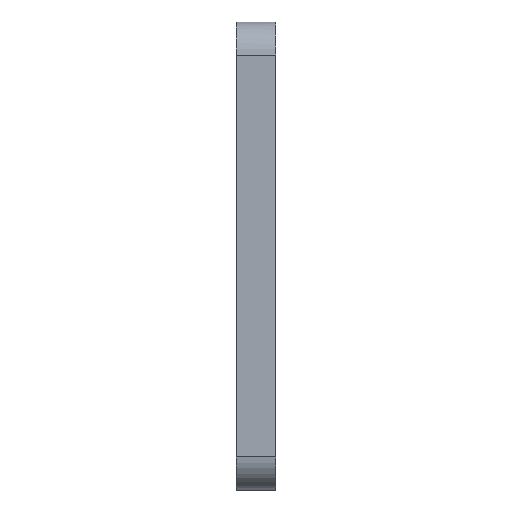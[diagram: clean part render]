
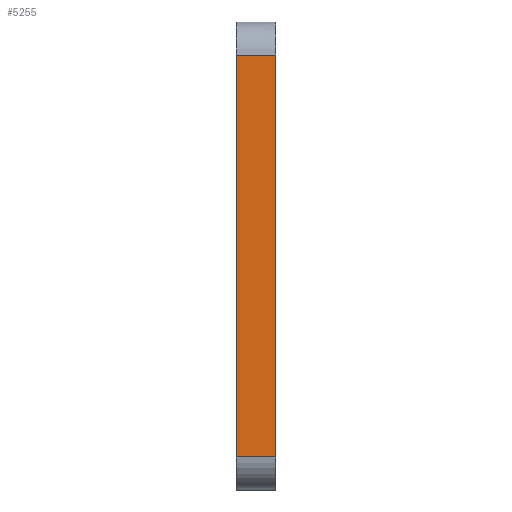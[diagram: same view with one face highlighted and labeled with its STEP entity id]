
A CAD part, front view. The second image highlights one B-rep face of the part: STEP entity #5255.
In plain terms, the highlighted planar face has unit normal (0, -1, 0).
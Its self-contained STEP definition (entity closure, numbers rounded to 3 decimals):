
#90=PLANE('',#5623);
#318=FACE_OUTER_BOUND('',#626,.T.);
#626=EDGE_LOOP('',(#4452,#4453,#4454,#4455));
#1443=LINE('',#14263,#1749);
#1465=LINE('',#18705,#1771);
#1466=LINE('',#18706,#1772);
#1467=LINE('',#18707,#1773);
#1749=VECTOR('',#6449,10.);
#1771=VECTOR('',#6555,10.);
#1772=VECTOR('',#6556,10.);
#1773=VECTOR('',#6557,10.);
#2248=VERTEX_POINT('',#14260);
#2249=VERTEX_POINT('',#14262);
#2300=VERTEX_POINT('',#18703);
#2301=VERTEX_POINT('',#18704);
#2964=EDGE_CURVE('',#2248,#2249,#1443,.T.);
#3044=EDGE_CURVE('',#2300,#2301,#1465,.T.);
#3045=EDGE_CURVE('',#2300,#2249,#1466,.T.);
#3046=EDGE_CURVE('',#2301,#2248,#1467,.T.);
#4452=ORIENTED_EDGE('',*,*,#3044,.F.);
#4453=ORIENTED_EDGE('',*,*,#3045,.T.);
#4454=ORIENTED_EDGE('',*,*,#2964,.F.);
#4455=ORIENTED_EDGE('',*,*,#3046,.F.);
#5255=ADVANCED_FACE('',(#318),#90,.T.);
#5623=AXIS2_PLACEMENT_3D('',#18702,#6553,#6554);
#6449=DIRECTION('',(0.,0.,-1.));
#6553=DIRECTION('center_axis',(0.,-1.,0.));
#6554=DIRECTION('ref_axis',(0.,0.,
-1.));
#6555=DIRECTION('',(0.,0.,1.));
#6556=DIRECTION('',(1.,0.,0.));
#6557=DIRECTION('',(1.,0.,0.));
#14260=CARTESIAN_POINT('',(42.633,126.708,264.522));
#14262=CARTESIAN_POINT('',(42.633,126.707,173.09));
#14263=CARTESIAN_POINT('',(42.633,126.707,173.09));
#18702=CARTESIAN_POINT('Origin',(36.633,126.708,264.522));
#18703=CARTESIAN_POINT('',(33.633,126.707,173.09));
#18704=CARTESIAN_POINT('',(33.633,126.708,264.522));
#18705=CARTESIAN_POINT('',(33.633,126.707,173.09));
#18706=CARTESIAN_POINT('',(36.633,126.707,173.09));
#18707=CARTESIAN_POINT('',(36.633,126.708,264.522));
